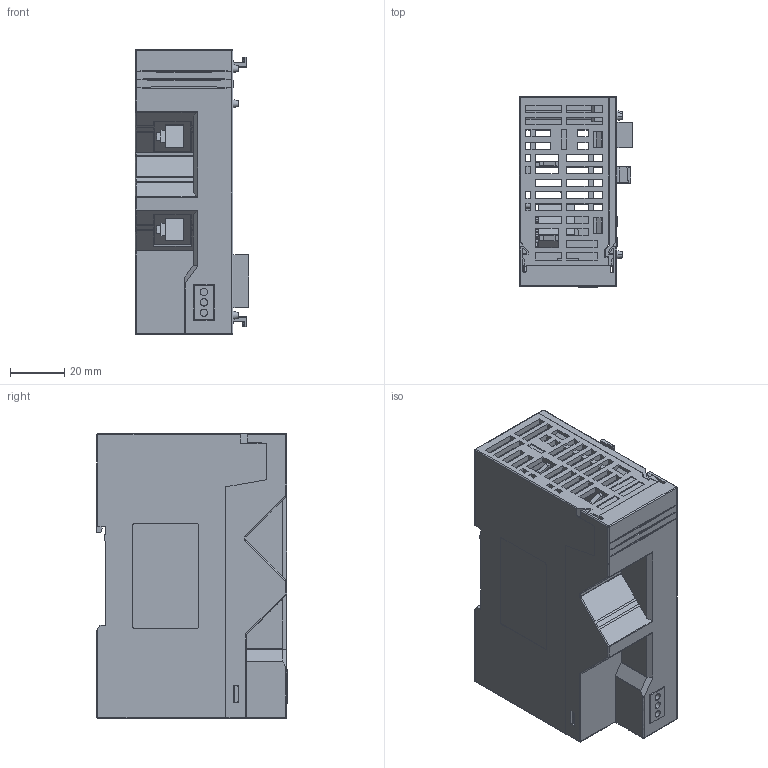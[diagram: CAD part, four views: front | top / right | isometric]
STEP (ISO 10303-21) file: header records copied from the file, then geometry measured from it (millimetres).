
FILE_DESCRIPTION(/* description */ (''),/* implementation_level */ '2;1');
FILE_NAME(/* name */ 'LC3-AP',/* time_stamp */ '2021-04-13T14:18:22+08:00',/* author */ (''),/* organization */ (''),/* preprocessor_version */ 'ST-DEVELOPER v15',/* originating_system */ '',/* authorisation */ '');
FILE_SCHEMA (('AUTOMOTIVE_DESIGN'));
Length unit declared in the file: millimetre
Products named in the file (6): Document; XL3-16T-190514_stp; 图块 03; XM3-16-ZG; 图块 04
Assembly tree (6 placements, depth 3):
  Document
    XL3-16T-190514_stp
    图块 03  x2
    XM3-16-ZG
    图块 04
      Document
Bounding box: 41.8 x 70.27 x 105 mm (x, y, z)
Volume: 53863 mm3; surface area: 63832.1 mm2
Topology: 6 solids, 6 shells, 1508 faces, 4362 edges, 2898 vertices
Faces by surface type: plane 1061, bspline 447
Entity records: 48661 total; most frequent: CARTESIAN_POINT 21670, ORIENTED_EDGE 8386, EDGE_CURVE 4193, B_SPLINE_CURVE_WITH_KNOTS 3644, VERTEX_POINT 2794, EDGE_LOOP 1599, ADVANCED_FACE 1437, FACE_OUTER_BOUND 1437
